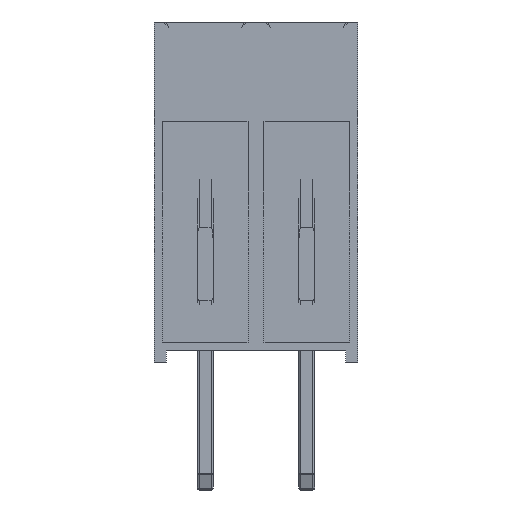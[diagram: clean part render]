
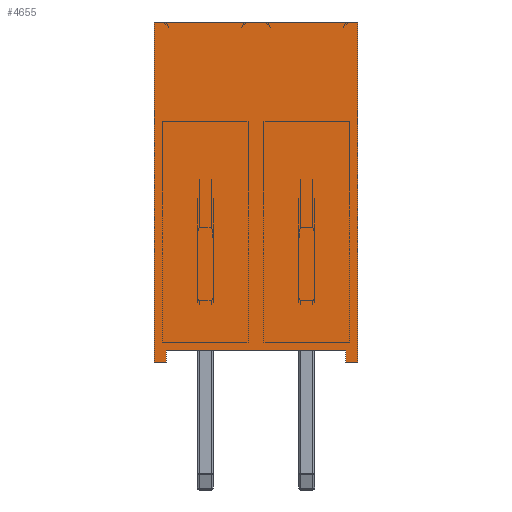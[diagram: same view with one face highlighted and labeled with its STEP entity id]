
A CAD part, left-side view. The second image highlights one B-rep face of the part: STEP entity #4655.
In plain terms, the highlighted planar face has unit normal (-1, 0, 0).
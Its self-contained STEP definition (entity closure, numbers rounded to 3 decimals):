
#682=FACE_OUTER_BOUND('',#972,.T.);
#972=EDGE_LOOP('',(#3032,#3033,#3034,#3035,#3036,#3037,#3038,#3039));
#1294=LINE('',#7258,#1642);
#1295=LINE('',#7261,#1643);
#1297=LINE('',#7265,#1645);
#1298=LINE('',#7267,#1646);
#1299=LINE('',#7269,#1647);
#1300=LINE('',#7271,#1648);
#1301=LINE('',#7273,#1649);
#1302=LINE('',#7274,#1650);
#1642=VECTOR('',#5651,10.);
#1643=VECTOR('',#5654,10.);
#1645=VECTOR('',#5658,10.);
#1646=VECTOR('',#5659,10.);
#1647=VECTOR('',#5660,10.);
#1648=VECTOR('',#5661,10.);
#1649=VECTOR('',#5662,10.);
#1650=VECTOR('',#5663,10.);
#1988=VERTEX_POINT('',#7254);
#1989=VERTEX_POINT('',#7256);
#1990=VERTEX_POINT('',#7260);
#1991=VERTEX_POINT('',#7264);
#1992=VERTEX_POINT('',#7266);
#1993=VERTEX_POINT('',#7268);
#1994=VERTEX_POINT('',#7270);
#1995=VERTEX_POINT('',#7272);
#2366=EDGE_CURVE('',#1988,#1989,#1294,.T.);
#2367=EDGE_CURVE('',#1990,#1988,#1295,.T.);
#2369=EDGE_CURVE('',#1989,#1991,#1297,.T.);
#2370=EDGE_CURVE('',#1991,#1992,#1298,.T.);
#2371=EDGE_CURVE('',#1992,#1993,#1299,.T.);
#2372=EDGE_CURVE('',#1993,#1994,#1300,.T.);
#2373=EDGE_CURVE('',#1995,#1994,#1301,.T.);
#2374=EDGE_CURVE('',#1990,#1995,#1302,.T.);
#3032=ORIENTED_EDGE('',*,*,#2369,.T.);
#3033=ORIENTED_EDGE('',*,*,#2370,.T.);
#3034=ORIENTED_EDGE('',*,*,#2371,.T.);
#3035=ORIENTED_EDGE('',*,*,#2372,.T.);
#3036=ORIENTED_EDGE('',*,*,#2373,.F.);
#3037=ORIENTED_EDGE('',*,*,#2374,.F.);
#3038=ORIENTED_EDGE('',*,*,#2367,.T.);
#3039=ORIENTED_EDGE('',*,*,#2366,.T.);
#4326=PLANE('',#4999);
#4655=ADVANCED_FACE('',(#682),#4326,.T.);
#4999=AXIS2_PLACEMENT_3D('',#7263,#5656,#5657);
#5651=DIRECTION('',(0.,0.,1.));
#5654=DIRECTION('',(0.,-1.,0.));
#5656=DIRECTION('center_axis',(-1.,0.,0.));
#5657=DIRECTION('ref_axis',(0.,-1.,0.));
#5658=DIRECTION('',(0.,-1.,0.));
#5659=DIRECTION('',(0.,0.,-1.));
#5660=DIRECTION('',(0.,-1.,0.));
#5661=DIRECTION('',(0.,0.,1.));
#5662=DIRECTION('',(0.,-1.,0.));
#5663=DIRECTION('',(0.,0.,1.));
#7254=CARTESIAN_POINT('',(-1.27,3.51,0.));
#7256=CARTESIAN_POINT('',(-1.27,3.51,0.3));
#7258=CARTESIAN_POINT('',(-1.27,3.51,0.));
#7260=CARTESIAN_POINT('',(-1.27,3.81,0.));
#7261=CARTESIAN_POINT('',(-1.27,3.81,0.));
#7263=CARTESIAN_POINT('Origin',(-1.27,1.27,0.));
#7264=CARTESIAN_POINT('',(-1.27,-0.97,0.3));
#7265=CARTESIAN_POINT('',(-1.27,1.27,0.3));
#7266=CARTESIAN_POINT('',(-1.27,-0.97,0.));
#7267=CARTESIAN_POINT('',(-1.27,-0.97,0.));
#7268=CARTESIAN_POINT('',(-1.27,-1.27,0.));
#7269=CARTESIAN_POINT('',(-1.27,1.27,0.));
#7270=CARTESIAN_POINT('',(-1.27,-1.27,8.5));
#7271=CARTESIAN_POINT('',(-1.27,-1.27,0.));
#7272=CARTESIAN_POINT('',(-1.27,3.81,8.5));
#7273=CARTESIAN_POINT('',(-1.27,3.81,8.5));
#7274=CARTESIAN_POINT('',(-1.27,3.81,0.));
